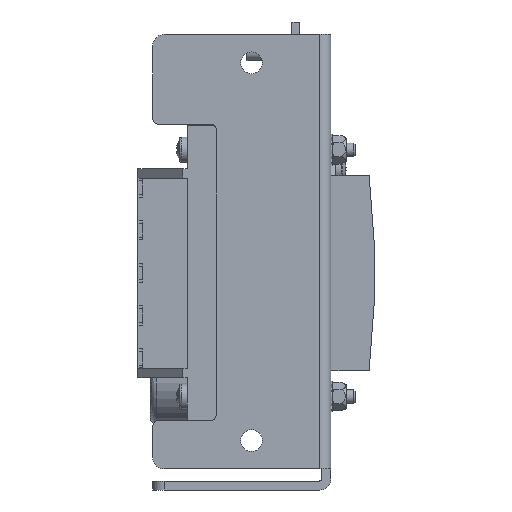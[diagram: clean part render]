
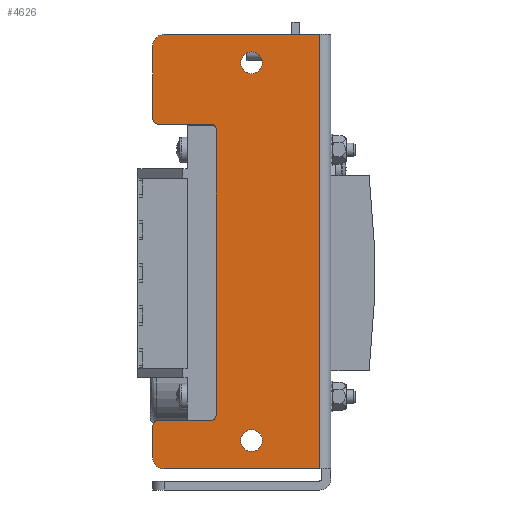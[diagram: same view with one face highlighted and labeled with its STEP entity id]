
A CAD part, left-side view. The second image highlights one B-rep face of the part: STEP entity #4626.
In plain terms, the highlighted planar face has unit normal (-1, 0, 0).
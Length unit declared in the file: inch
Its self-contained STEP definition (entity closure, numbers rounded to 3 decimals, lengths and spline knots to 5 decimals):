
#272 = LINE ( 'NONE', #17917, #21586 ) ;
#988 = DIRECTION ( 'NONE',  ( 0., 0., 1. ) ) ;
#1087 = VERTEX_POINT ( 'NONE', #21416 ) ;
#1230 = ORIENTED_EDGE ( 'NONE', *, *, #26432, .T. ) ;
#1405 = EDGE_CURVE ( 'NONE', #4844, #1087, #2098, .T. ) ;
#1493 = VECTOR ( 'NONE', #9090, 39.37008 ) ;
#1572 = DIRECTION ( 'NONE',  ( 1., 0., 0. ) ) ;
#1599 = EDGE_CURVE ( 'NONE', #2431, #20010, #9671, .T. ) ;
#2098 = LINE ( 'NONE', #9512, #31178 ) ;
#2345 = CARTESIAN_POINT ( 'NONE',  ( -4.875, 1.5125, -3.38583 ) ) ;
#2431 = VERTEX_POINT ( 'NONE', #10067 ) ;
#2476 = AXIS2_PLACEMENT_3D ( 'NONE', #31590, #6327, #26247 ) ;
#2712 = DIRECTION ( 'NONE',  ( 0., -1., 0. ) ) ;
#2887 = CIRCLE ( 'NONE', #30798, 0.1 ) ;
#2903 = AXIS2_PLACEMENT_3D ( 'NONE', #16336, #26215, #18127 ) ;
#3066 = EDGE_CURVE ( 'NONE', #3103, #1087, #24237, .T. ) ;
#3084 = DIRECTION ( 'NONE',  ( 1., 0., 0. ) ) ;
#3103 = VERTEX_POINT ( 'NONE', #7687 ) ;
#3227 = CARTESIAN_POINT ( 'NONE',  ( -4.875, 1.5625, -3.7125 ) ) ;
#3309 = DIRECTION ( 'NONE',  ( 0., 0., -1. ) ) ;
#3548 = VERTEX_POINT ( 'NONE', #2345 ) ;
#3553 = AXIS2_PLACEMENT_3D ( 'NONE', #20895, #8889, #4518 ) ;
#3768 = VECTOR ( 'NONE', #2712, 39.37008 ) ;
#4165 = CARTESIAN_POINT ( 'NONE',  ( -4.875, 1.05541, -0.8374 ) ) ;
#4364 = CARTESIAN_POINT ( 'NONE',  ( -4.875, 1.5625, -3.8125 ) ) ;
#4518 = DIRECTION ( 'NONE',  ( 0., 0., -1. ) ) ;
#4612 = VERTEX_POINT ( 'NONE', #16400 ) ;
#4626 = ADVANCED_FACE ( 'NONE', ( #9584, #24502, #11704 ), #16563, .T. ) ;
#4635 = ORIENTED_EDGE ( 'NONE', *, *, #19580, .T. ) ;
#4691 = LINE ( 'NONE', #4364, #11741 ) ;
#4750 = CARTESIAN_POINT ( 'NONE',  ( -4.875, 1.5125, -0.7374 ) ) ;
#4844 = VERTEX_POINT ( 'NONE', #18910 ) ;
#5210 = EDGE_CURVE ( 'NONE', #20010, #15970, #25123, .T. ) ;
#5652 = AXIS2_PLACEMENT_3D ( 'NONE', #4750, #7945, #15237 ) ;
#5891 = LINE ( 'NONE', #12855, #8578 ) ;
#6034 = AXIS2_PLACEMENT_3D ( 'NONE', #15855, #3084, #29946 ) ;
#6327 = DIRECTION ( 'NONE',  ( -1., 0., 0. ) ) ;
#6512 = CARTESIAN_POINT ( 'NONE',  ( -4.875, 1.5625, -3.38583 ) ) ;
#6771 = DIRECTION ( 'NONE',  ( 0., -1., 0. ) ) ;
#7337 = EDGE_CURVE ( 'NONE', #19708, #23970, #23599, .T. ) ;
#7359 = ORIENTED_EDGE ( 'NONE', *, *, #11404, .T. ) ;
#7687 = CARTESIAN_POINT ( 'NONE',  ( -4.875, 0.1, 0. ) ) ;
#7945 = DIRECTION ( 'NONE',  ( -1., 0., 0. ) ) ;
#8415 = CARTESIAN_POINT ( 'NONE',  ( -4.875, 1.4625, -0.1 ) ) ;
#8465 = EDGE_CURVE ( 'NONE', #3103, #18397, #272, .T. ) ;
#8578 = VECTOR ( 'NONE', #3309, 39.37008 ) ;
#8889 = DIRECTION ( 'NONE',  ( -1., 0., 0. ) ) ;
#9090 = DIRECTION ( 'NONE',  ( 0., 1., 0. ) ) ;
#9125 = ORIENTED_EDGE ( 'NONE', *, *, #28855, .T. ) ;
#9267 = DIRECTION ( 'NONE',  ( -1., 0., 0. ) ) ;
#9512 = CARTESIAN_POINT ( 'NONE',  ( -4.875, 1.5625, -3.8125 ) ) ;
#9584 = FACE_BOUND ( 'NONE', #24582, .T. ) ;
#9671 = LINE ( 'NONE', #9836, #3768 ) ;
#9836 = CARTESIAN_POINT ( 'NONE',  ( -4.875, 1.5625, -0.7874 ) ) ;
#10067 = CARTESIAN_POINT ( 'NONE',  ( -4.875, 1.5125, -0.7874 ) ) ;
#10258 = CIRCLE ( 'NONE', #3553, 0.05 ) ;
#10854 = DIRECTION ( 'NONE',  ( -1., 0., 0. ) ) ;
#11404 = EDGE_CURVE ( 'NONE', #15970, #19708, #14798, .T. ) ;
#11700 = ORIENTED_EDGE ( 'NONE', *, *, #19888, .T. ) ;
#11704 = FACE_OUTER_BOUND ( 'NONE', #31516, .T. ) ;
#11741 = VECTOR ( 'NONE', #21679, 39.37008 ) ;
#11863 = CIRCLE ( 'NONE', #5652, 0.05 ) ;
#12029 = CARTESIAN_POINT ( 'NONE',  ( -4.875, 0.69636, -0.15374 ) ) ;
#12548 = ORIENTED_EDGE ( 'NONE', *, *, #5210, .T. ) ;
#12855 = CARTESIAN_POINT ( 'NONE',  ( -4.875, 1.5625, -3.8125 ) ) ;
#13227 = CARTESIAN_POINT ( 'NONE',  ( -4.875, 1.5625, -0.1 ) ) ;
#13583 = CARTESIAN_POINT ( 'NONE',  ( -4.875, 1.05541, -0.7874 ) ) ;
#14291 = CARTESIAN_POINT ( 'NONE',  ( -4.875, 1.5625, -3.8125 ) ) ;
#14798 = LINE ( 'NONE', #16914, #14995 ) ;
#14995 = VECTOR ( 'NONE', #20244, 39.37008 ) ;
#15111 = VERTEX_POINT ( 'NONE', #22201 ) ;
#15237 = DIRECTION ( 'NONE',  ( 0., 0., -1. ) ) ;
#15855 = CARTESIAN_POINT ( 'NONE',  ( -4.875, 0.69636, -3.56329 ) ) ;
#15903 = EDGE_CURVE ( 'NONE', #19323, #19323, #17669, .T. ) ;
#15970 = VERTEX_POINT ( 'NONE', #19343 ) ;
#16336 = CARTESIAN_POINT ( 'NONE',  ( -4.875, 1.05541, -3.33583 ) ) ;
#16400 = CARTESIAN_POINT ( 'NONE',  ( -4.875, 1.5625, -0.7374 ) ) ;
#16563 = PLANE ( 'NONE',  #18391 ) ;
#16914 = CARTESIAN_POINT ( 'NONE',  ( -4.875, 1.00541, -3.8125 ) ) ;
#17096 = ORIENTED_EDGE ( 'NONE', *, *, #30590, .T. ) ;
#17669 = CIRCLE ( 'NONE', #20780, 0.09547 ) ;
#17917 = CARTESIAN_POINT ( 'NONE',  ( -4.875, 1.5625, 0. ) ) ;
#17991 = CARTESIAN_POINT ( 'NONE',  ( -4.875, 0.69636, -3.46781 ) ) ;
#18127 = DIRECTION ( 'NONE',  ( 0., 0., -1. ) ) ;
#18391 = AXIS2_PLACEMENT_3D ( 'NONE', #14291, #9267, #24185 ) ;
#18397 = VERTEX_POINT ( 'NONE', #27466 ) ;
#18910 = CARTESIAN_POINT ( 'NONE',  ( -4.875, 1.4625, -3.8125 ) ) ;
#18922 = AXIS2_PLACEMENT_3D ( 'NONE', #4165, #1572, #20988 ) ;
#19323 = VERTEX_POINT ( 'NONE', #12029 ) ;
#19343 = CARTESIAN_POINT ( 'NONE',  ( -4.875, 1.00541, -0.8374 ) ) ;
#19580 = EDGE_CURVE ( 'NONE', #27115, #4844, #26235, .T. ) ;
#19602 = EDGE_LOOP ( 'NONE', ( #20290 ) ) ;
#19708 = VERTEX_POINT ( 'NONE', #24628 ) ;
#19815 = DIRECTION ( 'NONE',  ( 0., 0., 1. ) ) ;
#19872 = DIRECTION ( 'NONE',  ( 0., 1., 0. ) ) ;
#19888 = EDGE_CURVE ( 'NONE', #27867, #27867, #21629, .T. ) ;
#20010 = VERTEX_POINT ( 'NONE', #13583 ) ;
#20100 = ORIENTED_EDGE ( 'NONE', *, *, #25804, .T. ) ;
#20244 = DIRECTION ( 'NONE',  ( 0., 0., -1. ) ) ;
#20290 = ORIENTED_EDGE ( 'NONE', *, *, #15903, .T. ) ;
#20780 = AXIS2_PLACEMENT_3D ( 'NONE', #22244, #31966, #19815 ) ;
#20812 = VERTEX_POINT ( 'NONE', #13227 ) ;
#20895 = CARTESIAN_POINT ( 'NONE',  ( -4.875, 1.5125, -3.43583 ) ) ;
#20988 = DIRECTION ( 'NONE',  ( 0., 0., -1. ) ) ;
#21255 = LINE ( 'NONE', #6512, #1493 ) ;
#21416 = CARTESIAN_POINT ( 'NONE',  ( -4.875, 0.1, -3.8125 ) ) ;
#21586 = VECTOR ( 'NONE', #19872, 39.37008 ) ;
#21629 = CIRCLE ( 'NONE', #6034, 0.09547 ) ;
#21679 = DIRECTION ( 'NONE',  ( 0., 0., -1. ) ) ;
#21806 = DIRECTION ( 'NONE',  ( 0., 0., -1. ) ) ;
#22201 = CARTESIAN_POINT ( 'NONE',  ( -4.875, 1.5625, -3.43583 ) ) ;
#22242 = ORIENTED_EDGE ( 'NONE', *, *, #1599, .T. ) ;
#22244 = CARTESIAN_POINT ( 'NONE',  ( -4.875, 0.69636, -0.24921 ) ) ;
#22805 = ORIENTED_EDGE ( 'NONE', *, *, #7337, .T. ) ;
#23480 = ORIENTED_EDGE ( 'NONE', *, *, #1405, .T. ) ;
#23599 = CIRCLE ( 'NONE', #2903, 0.05 ) ;
#23970 = VERTEX_POINT ( 'NONE', #24801 ) ;
#24185 = DIRECTION ( 'NONE',  ( 0., 0., 1. ) ) ;
#24237 = LINE ( 'NONE', #28602, #29697 ) ;
#24444 = ORIENTED_EDGE ( 'NONE', *, *, #26624, .T. ) ;
#24502 = FACE_BOUND ( 'NONE', #19602, .T. ) ;
#24582 = EDGE_LOOP ( 'NONE', ( #11700 ) ) ;
#24628 = CARTESIAN_POINT ( 'NONE',  ( -4.875, 1.00541, -3.33583 ) ) ;
#24801 = CARTESIAN_POINT ( 'NONE',  ( -4.875, 1.05541, -3.38583 ) ) ;
#25123 = CIRCLE ( 'NONE', #18922, 0.05 ) ;
#25451 = ORIENTED_EDGE ( 'NONE', *, *, #3066, .F. ) ;
#25804 = EDGE_CURVE ( 'NONE', #3548, #15111, #10258, .T. ) ;
#26215 = DIRECTION ( 'NONE',  ( 1., 0., 0. ) ) ;
#26235 = CIRCLE ( 'NONE', #2476, 0.1 ) ;
#26247 = DIRECTION ( 'NONE',  ( 0., 0., -1. ) ) ;
#26432 = EDGE_CURVE ( 'NONE', #23970, #3548, #21255, .T. ) ;
#26624 = EDGE_CURVE ( 'NONE', #4612, #2431, #11863, .T. ) ;
#26963 = ORIENTED_EDGE ( 'NONE', *, *, #8465, .T. ) ;
#27115 = VERTEX_POINT ( 'NONE', #3227 ) ;
#27466 = CARTESIAN_POINT ( 'NONE',  ( -4.875, 1.4625, 0. ) ) ;
#27867 = VERTEX_POINT ( 'NONE', #17991 ) ;
#28602 = CARTESIAN_POINT ( 'NONE',  ( -4.875, 0.1, -3.8125 ) ) ;
#28855 = EDGE_CURVE ( 'NONE', #18397, #20812, #2887, .T. ) ;
#29533 = EDGE_CURVE ( 'NONE', #15111, #27115, #5891, .T. ) ;
#29697 = VECTOR ( 'NONE', #21806, 39.37008 ) ;
#29946 = DIRECTION ( 'NONE',  ( 0., 0., 1. ) ) ;
#30590 = EDGE_CURVE ( 'NONE', #20812, #4612, #4691, .T. ) ;
#30744 = ORIENTED_EDGE ( 'NONE', *, *, #29533, .T. ) ;
#30798 = AXIS2_PLACEMENT_3D ( 'NONE', #8415, #10854, #988 ) ;
#31178 = VECTOR ( 'NONE', #6771, 39.37008 ) ;
#31516 = EDGE_LOOP ( 'NONE', ( #7359, #22805, #1230, #20100, #30744, #4635, #23480, #25451, #26963, #9125, #17096, #24444, #22242, #12548 ) ) ;
#31590 = CARTESIAN_POINT ( 'NONE',  ( -4.875, 1.4625, -3.7125 ) ) ;
#31966 = DIRECTION ( 'NONE',  ( 1., 0., 0. ) ) ;
